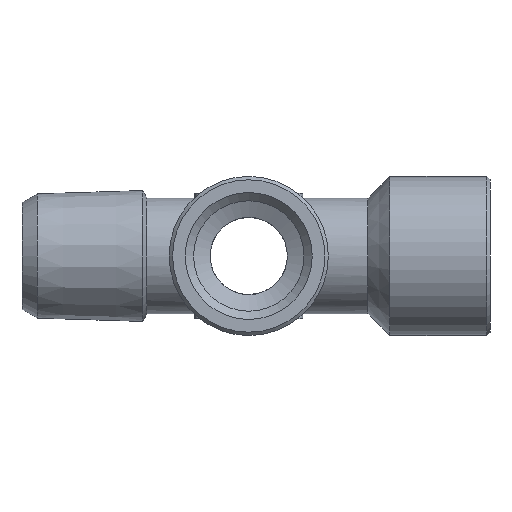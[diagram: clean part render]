
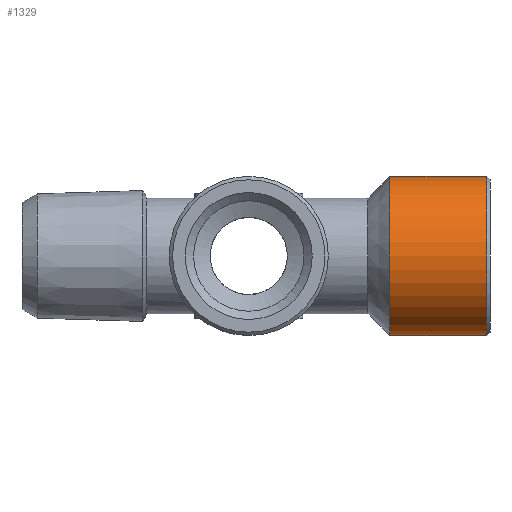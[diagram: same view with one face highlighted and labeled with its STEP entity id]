
A CAD part, front view. The second image highlights one B-rep face of the part: STEP entity #1329.
In plain terms, the highlighted cylindrical face has radius 8.25 mm (diameter 16.5 mm), a full revolution.
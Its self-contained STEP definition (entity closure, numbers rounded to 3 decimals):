
#294=CIRCLE('',#1454,8.25);
#295=CIRCLE('',#1456,8.25);
#411=ORIENTED_EDGE('',*,*,#778,.F.);
#412=ORIENTED_EDGE('',*,*,#777,.T.);
#777=EDGE_CURVE('',#962,#962,#294,.T.);
#778=EDGE_CURVE('',#963,#963,#295,.T.);
#962=VERTEX_POINT('',#2183);
#963=VERTEX_POINT('',#2186);
#1074=EDGE_LOOP('',(#411));
#1075=EDGE_LOOP('',(#412));
#1190=FACE_BOUND('',#1074,.T.);
#1191=FACE_BOUND('',#1075,.T.);
#1283=CYLINDRICAL_SURFACE('',#1455,8.25);
#1329=ADVANCED_FACE('',(#1190,#1191),#1283,.T.);
#1454=AXIS2_PLACEMENT_3D('',#2182,#1664,#1665);
#1455=AXIS2_PLACEMENT_3D('',#2184,#1666,#1667);
#1456=AXIS2_PLACEMENT_3D('',#2185,#1668,#1669);
#1664=DIRECTION('',(-1.,0.,0.));
#1665=DIRECTION('',(0.,0.,1.));
#1666=DIRECTION('',(-1.,0.,0.));
#1667=DIRECTION('',(0.,0.,1.));
#1668=DIRECTION('',(-1.,0.,0.));
#1669=DIRECTION('',(0.,0.,1.));
#2182=CARTESIAN_POINT('',(24.646,0.,0.));
#2183=CARTESIAN_POINT('',(24.646,0.,8.25));
#2184=CARTESIAN_POINT('',(0.,0.,0.));
#2185=CARTESIAN_POINT('',(14.6,0.,0.));
#2186=CARTESIAN_POINT('',(14.6,0.,8.25));
